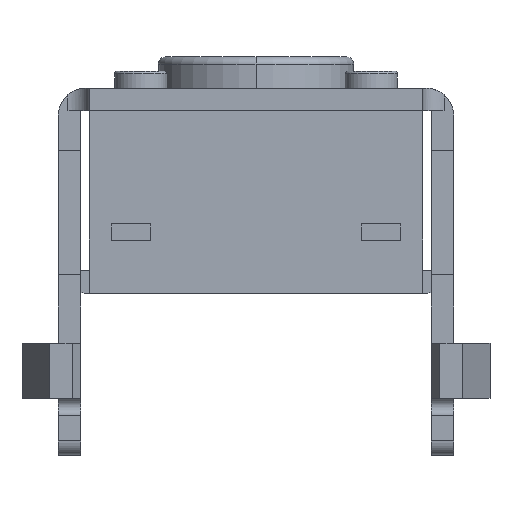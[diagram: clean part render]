
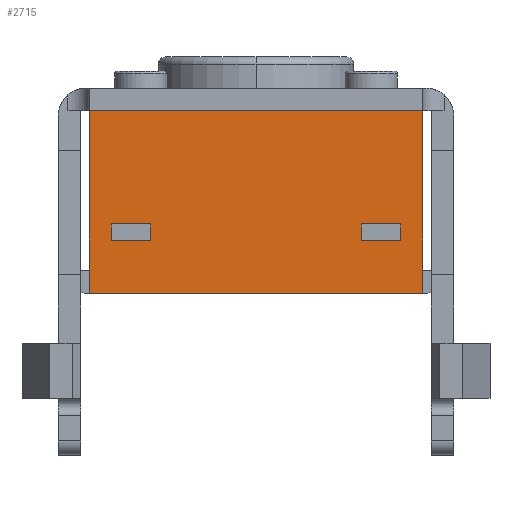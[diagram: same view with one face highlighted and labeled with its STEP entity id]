
A CAD part, front view. The second image highlights one B-rep face of the part: STEP entity #2715.
In plain terms, the highlighted planar face has unit normal (0, -1, 0).
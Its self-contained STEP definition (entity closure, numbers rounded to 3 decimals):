
#456=DIRECTION('',(0.,0.,-1.));
#457=VECTOR('',#456,3.277);
#458=CARTESIAN_POINT('',(2.997,-2.997,-0.406));
#459=LINE('',#458,#457);
#678=DIRECTION('',(1.,0.,0.));
#679=VECTOR('',#678,5.994);
#680=CARTESIAN_POINT('',(-2.997,-2.997,-0.406));
#681=LINE('',#680,#679);
#746=DIRECTION('',(-1.,0.,0.));
#747=VECTOR('',#746,0.711);
#748=CARTESIAN_POINT('',(2.604,-2.997,-2.743));
#749=LINE('',#748,#747);
#750=DIRECTION('',(0.,0.,-1.));
#751=VECTOR('',#750,0.305);
#752=CARTESIAN_POINT('',(2.604,-2.997,-2.438));
#753=LINE('',#752,#751);
#754=DIRECTION('',(-1.,0.,0.));
#755=VECTOR('',#754,0.711);
#756=CARTESIAN_POINT('',(2.604,-2.997,-2.438));
#757=LINE('',#756,#755);
#758=DIRECTION('',(0.,0.,-1.));
#759=VECTOR('',#758,0.305);
#760=CARTESIAN_POINT('',(1.892,-2.997,-2.438));
#761=LINE('',#760,#759);
#762=DIRECTION('',(-1.,0.,0.));
#763=VECTOR('',#762,0.711);
#764=CARTESIAN_POINT('',(-1.892,-2.997,-2.743));
#765=LINE('',#764,#763);
#766=DIRECTION('',(0.,0.,-1.));
#767=VECTOR('',#766,0.305);
#768=CARTESIAN_POINT('',(-1.892,-2.997,-2.438));
#769=LINE('',#768,#767);
#770=DIRECTION('',(-1.,0.,0.));
#771=VECTOR('',#770,0.711);
#772=CARTESIAN_POINT('',(-1.892,-2.997,-2.438));
#773=LINE('',#772,#771);
#774=DIRECTION('',(0.,0.,-1.));
#775=VECTOR('',#774,0.305);
#776=CARTESIAN_POINT('',(-2.604,-2.997,-2.438));
#777=LINE('',#776,#775);
#778=DIRECTION('',(1.,0.,0.));
#779=VECTOR('',#778,5.994);
#780=CARTESIAN_POINT('',(-2.997,-2.997,-3.683));
#781=LINE('',#780,#779);
#798=DIRECTION('',(0.,0.,-1.));
#799=VECTOR('',#798,3.277);
#800=CARTESIAN_POINT('',(-2.997,-2.997,-0.406));
#801=LINE('',#800,#799);
#1550=CARTESIAN_POINT('',(-2.997,-2.997,-3.683));
#1552=VERTEX_POINT('',#1550);
#1558=CARTESIAN_POINT('',(2.997,-2.997,-3.683));
#1560=VERTEX_POINT('',#1558);
#1578=CARTESIAN_POINT('',(-2.997,-2.997,-0.406));
#1579=CARTESIAN_POINT('',(2.997,-2.997,-0.406));
#1580=VERTEX_POINT('',#1578);
#1581=VERTEX_POINT('',#1579);
#1714=CARTESIAN_POINT('',(2.604,-2.997,-2.743));
#1715=CARTESIAN_POINT('',(1.892,-2.997,-2.743));
#1716=VERTEX_POINT('',#1714);
#1717=VERTEX_POINT('',#1715);
#1718=CARTESIAN_POINT('',(-1.892,-2.997,-2.743));
#1719=CARTESIAN_POINT('',(-2.604,-2.997,-2.743));
#1720=VERTEX_POINT('',#1718);
#1721=VERTEX_POINT('',#1719);
#1722=CARTESIAN_POINT('',(2.604,-2.997,-2.438));
#1723=CARTESIAN_POINT('',(1.892,-2.997,-2.438));
#1724=VERTEX_POINT('',#1722);
#1725=VERTEX_POINT('',#1723);
#1726=CARTESIAN_POINT('',(-1.892,-2.997,-2.438));
#1727=CARTESIAN_POINT('',(-2.604,-2.997,-2.438));
#1728=VERTEX_POINT('',#1726);
#1729=VERTEX_POINT('',#1727);
#2682=CARTESIAN_POINT('',(-2.997,-2.997,-0.406));
#2683=DIRECTION('',(0.,-1.,0.));
#2684=DIRECTION('',(0.,0.,-1.));
#2685=AXIS2_PLACEMENT_3D('',#2682,#2683,#2684);
#2686=PLANE('',#2685);
#2687=ORIENTED_EDGE('',*,*,#2636,.T.);
#2688=ORIENTED_EDGE('',*,*,#2382,.T.);
#2690=ORIENTED_EDGE('',*,*,#2689,.F.);
#2692=ORIENTED_EDGE('',*,*,#2691,.F.);
#2693=EDGE_LOOP('',(#2687,#2688,#2690,#2692));
#2694=FACE_OUTER_BOUND('',#2693,.F.);
#2696=ORIENTED_EDGE('',*,*,#2695,.F.);
#2698=ORIENTED_EDGE('',*,*,#2697,.F.);
#2700=ORIENTED_EDGE('',*,*,#2699,.T.);
#2702=ORIENTED_EDGE('',*,*,#2701,.T.);
#2703=EDGE_LOOP('',(#2696,#2698,#2700,#2702));
#2704=FACE_BOUND('',#2703,.F.);
#2706=ORIENTED_EDGE('',*,*,#2705,.F.);
#2708=ORIENTED_EDGE('',*,*,#2707,.F.);
#2710=ORIENTED_EDGE('',*,*,#2709,.T.);
#2712=ORIENTED_EDGE('',*,*,#2711,.T.);
#2713=EDGE_LOOP('',(#2706,#2708,#2710,#2712));
#2714=FACE_BOUND('',#2713,.F.);
#2382=EDGE_CURVE('',#1581,#1560,#459,.T.);
#2636=EDGE_CURVE('',#1580,#1581,#681,.T.);
#2689=EDGE_CURVE('',#1552,#1560,#781,.T.);
#2691=EDGE_CURVE('',#1580,#1552,#801,.T.);
#2695=EDGE_CURVE('',#1716,#1717,#749,.T.);
#2697=EDGE_CURVE('',#1724,#1716,#753,.T.);
#2699=EDGE_CURVE('',#1724,#1725,#757,.T.);
#2701=EDGE_CURVE('',#1725,#1717,#761,.T.);
#2705=EDGE_CURVE('',#1720,#1721,#765,.T.);
#2707=EDGE_CURVE('',#1728,#1720,#769,.T.);
#2709=EDGE_CURVE('',#1728,#1729,#773,.T.);
#2711=EDGE_CURVE('',#1729,#1721,#777,.T.);
#2715=ADVANCED_FACE('',(#2694,#2704,#2714),#2686,.T.);
